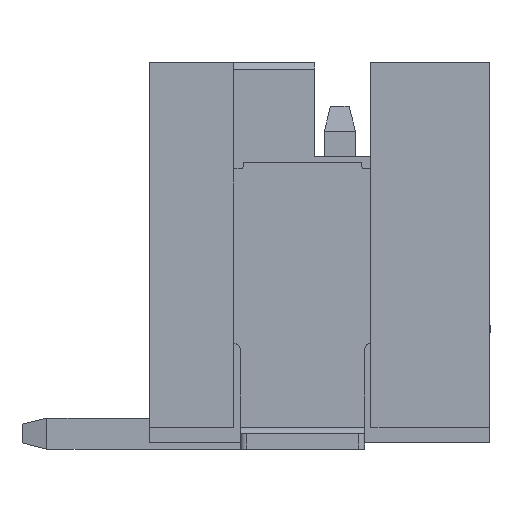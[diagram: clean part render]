
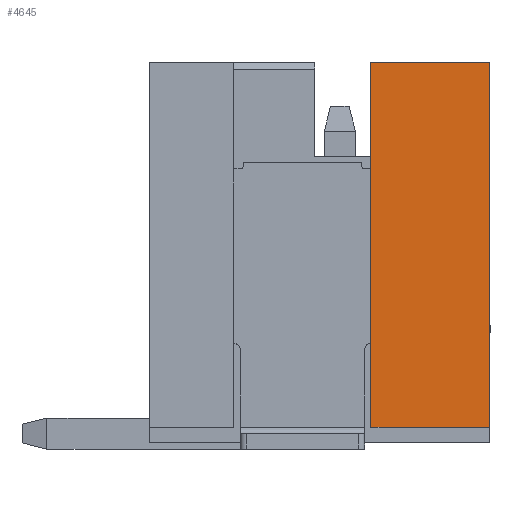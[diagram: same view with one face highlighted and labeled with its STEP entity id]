
A CAD part, left-side view. The second image highlights one B-rep face of the part: STEP entity #4645.
In plain terms, the highlighted planar face has unit normal (-1, 0, 0).
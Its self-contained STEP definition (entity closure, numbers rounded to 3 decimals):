
#630 = DIRECTION ( 'NONE',  ( 0., 0., -1. ) ) ;
#2779 = ORIENTED_EDGE ( 'NONE', *, *, #16011, .T. ) ;
#4583 = CARTESIAN_POINT ( 'NONE',  ( -14., -0.5, 11.55 ) ) ;
#4645 = ADVANCED_FACE ( 'NONE', ( #12889 ), #14653, .T. ) ;
#5036 = VECTOR ( 'NONE', #630, 1000. ) ;
#5892 = CARTESIAN_POINT ( 'NONE',  ( -14., -2.4, 8.5 ) ) ;
#7581 = CARTESIAN_POINT ( 'NONE',  ( -14., -2.4, 5.45 ) ) ;
#7696 = DIRECTION ( 'NONE',  ( -1., 0., 0. ) ) ;
#7884 = VERTEX_POINT ( 'NONE', #21361 ) ;
#8151 = VERTEX_POINT ( 'NONE', #13209 ) ;
#8194 = VECTOR ( 'NONE', #19781, 1000. ) ;
#10030 = EDGE_LOOP ( 'NONE', ( #17802, #19807, #2779, #12543 ) ) ;
#11249 = CARTESIAN_POINT ( 'NONE',  ( -14., -0.5, 5.7 ) ) ;
#11489 = CARTESIAN_POINT ( 'NONE',  ( -14., -2.4, 5.7 ) ) ;
#11503 = DIRECTION ( 'NONE',  ( 0., 1., 0. ) ) ;
#11772 = DIRECTION ( 'NONE',  ( 0., 0., 1. ) ) ;
#12454 = CARTESIAN_POINT ( 'NONE',  ( -14., -2.4, 11.55 ) ) ;
#12543 = ORIENTED_EDGE ( 'NONE', *, *, #13905, .T. ) ;
#12652 = VECTOR ( 'NONE', #16278, 1000. ) ;
#12889 = FACE_OUTER_BOUND ( 'NONE', #10030, .T. ) ;
#13064 = VERTEX_POINT ( 'NONE', #11249 ) ;
#13209 = CARTESIAN_POINT ( 'NONE',  ( -14., -0.5, 11.55 ) ) ;
#13726 = AXIS2_PLACEMENT_3D ( 'NONE', #5892, #7696, #11503 ) ;
#13905 = EDGE_CURVE ( 'NONE', #8151, #13064, #17813, .T. ) ;
#13972 = LINE ( 'NONE', #17886, #8194 ) ;
#14653 = PLANE ( 'NONE',  #13726 ) ;
#15091 = VERTEX_POINT ( 'NONE', #11489 ) ;
#16011 = EDGE_CURVE ( 'NONE', #7884, #8151, #19682, .T. ) ;
#16278 = DIRECTION ( 'NONE',  ( 0., 1., 0. ) ) ;
#17802 = ORIENTED_EDGE ( 'NONE', *, *, #23158, .T. ) ;
#17813 = LINE ( 'NONE', #4583, #5036 ) ;
#17886 = CARTESIAN_POINT ( 'NONE',  ( -14., 5.1, 5.7 ) ) ;
#19682 = LINE ( 'NONE', #12454, #12652 ) ;
#19781 = DIRECTION ( 'NONE',  ( 0., -1., 0. ) ) ;
#19807 = ORIENTED_EDGE ( 'NONE', *, *, #22593, .T. ) ;
#21148 = LINE ( 'NONE', #7581, #24210 ) ;
#21361 = CARTESIAN_POINT ( 'NONE',  ( -14., -2.4, 11.55 ) ) ;
#22593 = EDGE_CURVE ( 'NONE', #15091, #7884, #21148, .T. ) ;
#23158 = EDGE_CURVE ( 'NONE', #13064, #15091, #13972, .T. ) ;
#24210 = VECTOR ( 'NONE', #11772, 1000. ) ;
